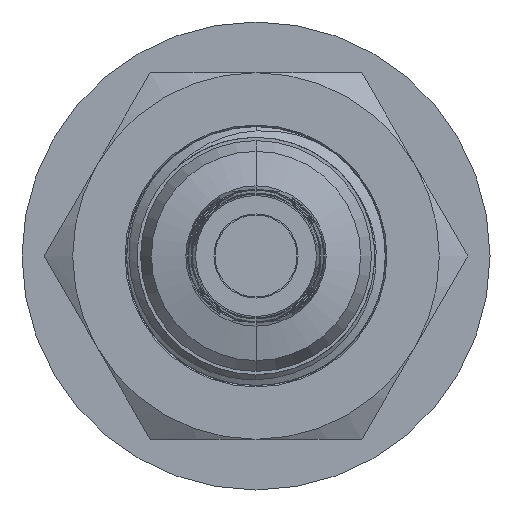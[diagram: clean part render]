
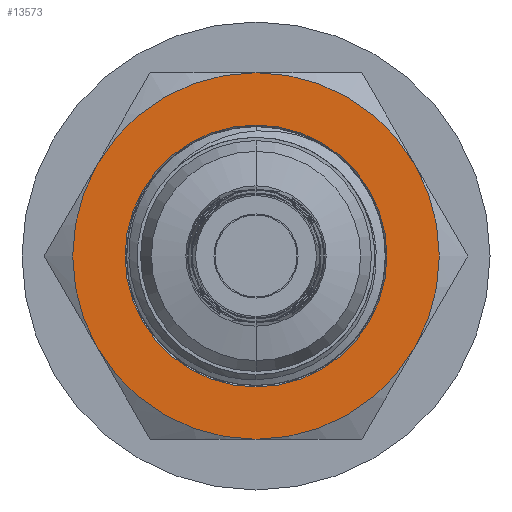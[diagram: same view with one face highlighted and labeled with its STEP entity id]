
A CAD part, front view. The second image highlights one B-rep face of the part: STEP entity #13573.
In plain terms, the highlighted planar face has unit normal (0, -1, 0).
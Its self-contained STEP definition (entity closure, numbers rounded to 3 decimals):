
#1456 = ORIENTED_EDGE ( 'NONE', *, *, #27994, .T. ) ;
#1797 = ORIENTED_EDGE ( 'NONE', *, *, #27369, .T. ) ;
#2456 = CARTESIAN_POINT ( 'NONE',  ( 0., 37.2, 0. ) ) ;
#2594 = ORIENTED_EDGE ( 'NONE', *, *, #31077, .T. ) ;
#3584 = DIRECTION ( 'NONE',  ( 0.866, 0., -0.5 ) ) ;
#3810 = CARTESIAN_POINT ( 'NONE',  ( 0., 37.2, 6.074 ) ) ;
#4148 = CIRCLE ( 'NONE', #16561, 8.5 ) ;
#4544 = EDGE_LOOP ( 'NONE', ( #1797, #11359 ) ) ;
#5204 = CARTESIAN_POINT ( 'NONE',  ( -7.361, 37.2, 4.25 ) ) ;
#5298 = AXIS2_PLACEMENT_3D ( 'NONE', #2456, #24684, #16108 ) ;
#5441 = CARTESIAN_POINT ( 'NONE',  ( 7.361, 37.2, 4.25 ) ) ;
#5693 = CARTESIAN_POINT ( 'NONE',  ( 0., 37.2, 0. ) ) ;
#6164 = EDGE_CURVE ( 'NONE', #34349, #7581, #27224, .T. ) ;
#6582 = AXIS2_PLACEMENT_3D ( 'NONE', #5693, #22316, #8547 ) ;
#6702 = CARTESIAN_POINT ( 'NONE',  ( -7.361, 37.2, -4.25 ) ) ;
#6727 = VERTEX_POINT ( 'NONE', #21751 ) ;
#7121 = DIRECTION ( 'NONE',  ( 0., -1., 0. ) ) ;
#7581 = VERTEX_POINT ( 'NONE', #28339 ) ;
#7965 = AXIS2_PLACEMENT_3D ( 'NONE', #30543, #28179, #16536 ) ;
#8453 = EDGE_CURVE ( 'NONE', #7581, #26710, #30305, .T. ) ;
#8547 = DIRECTION ( 'NONE',  ( -0.866, 0., 0.5 ) ) ;
#9252 = DIRECTION ( 'NONE',  ( 0., 0., -1. ) ) ;
#9466 = CARTESIAN_POINT ( 'NONE',  ( 0., 37.2, 0. ) ) ;
#9830 = FACE_BOUND ( 'NONE', #4544, .T. ) ;
#10338 = DIRECTION ( 'NONE',  ( -0.866, 0., -0.5 ) ) ;
#10786 = VERTEX_POINT ( 'NONE', #19669 ) ;
#11359 = ORIENTED_EDGE ( 'NONE', *, *, #28163, .T. ) ;
#11643 = DIRECTION ( 'NONE',  ( 0., 0., 1. ) ) ;
#11698 = VERTEX_POINT ( 'NONE', #6702 ) ;
#12130 = DIRECTION ( 'NONE',  ( 0., -1., 0. ) ) ;
#12165 = CIRCLE ( 'NONE', #34549, 6.074 ) ;
#12754 = CARTESIAN_POINT ( 'NONE',  ( 7.361, 37.2, -4.25 ) ) ;
#13573 = ADVANCED_FACE ( 'NONE', ( #22718, #9830 ), #19452, .F. ) ;
#14366 = DIRECTION ( 'NONE',  ( 0., 1., 0. ) ) ;
#14862 = DIRECTION ( 'NONE',  ( 0., -1., 0. ) ) ;
#15282 = DIRECTION ( 'NONE',  ( 0., 1., 0. ) ) ;
#15350 = EDGE_LOOP ( 'NONE', ( #33421, #30042, #2594, #23607, #34172, #1456 ) ) ;
#15851 = VERTEX_POINT ( 'NONE', #12754 ) ;
#16108 = DIRECTION ( 'NONE',  ( 0., 0., -1. ) ) ;
#16536 = DIRECTION ( 'NONE',  ( 0., 0., 1. ) ) ;
#16561 = AXIS2_PLACEMENT_3D ( 'NONE', #23303, #14862, #3584 ) ;
#17330 = EDGE_CURVE ( 'NONE', #11698, #6727, #23963, .T. ) ;
#17422 = AXIS2_PLACEMENT_3D ( 'NONE', #20168, #17440, #9252 ) ;
#17440 = DIRECTION ( 'NONE',  ( 0., -1., 0. ) ) ;
#18605 = CIRCLE ( 'NONE', #17422, 8.5 ) ;
#18829 = CIRCLE ( 'NONE', #31956, 6.074 ) ;
#18954 = EDGE_CURVE ( 'NONE', #6727, #15851, #18605, .T. ) ;
#19452 = PLANE ( 'NONE',  #5298 ) ;
#19669 = CARTESIAN_POINT ( 'NONE',  ( 0., 37.2, -6.074 ) ) ;
#20168 = CARTESIAN_POINT ( 'NONE',  ( 0., 37.2, 0. ) ) ;
#21751 = CARTESIAN_POINT ( 'NONE',  ( 0., 37.2, -8.5 ) ) ;
#22316 = DIRECTION ( 'NONE',  ( 0., -1., 0. ) ) ;
#22374 = CIRCLE ( 'NONE', #6582, 8.5 ) ;
#22718 = FACE_OUTER_BOUND ( 'NONE', #15350, .T. ) ;
#23303 = CARTESIAN_POINT ( 'NONE',  ( 0., 37.2, 0. ) ) ;
#23369 = AXIS2_PLACEMENT_3D ( 'NONE', #31825, #12130, #31574 ) ;
#23607 = ORIENTED_EDGE ( 'NONE', *, *, #6164, .T. ) ;
#23963 = CIRCLE ( 'NONE', #24061, 8.5 ) ;
#24061 = AXIS2_PLACEMENT_3D ( 'NONE', #29669, #7121, #10338 ) ;
#24684 = DIRECTION ( 'NONE',  ( 0., 1., 0. ) ) ;
#26710 = VERTEX_POINT ( 'NONE', #5204 ) ;
#27224 = CIRCLE ( 'NONE', #23369, 8.5 ) ;
#27369 = EDGE_CURVE ( 'NONE', #10786, #35456, #18829, .T. ) ;
#27994 = EDGE_CURVE ( 'NONE', #26710, #11698, #22374, .T. ) ;
#28163 = EDGE_CURVE ( 'NONE', #35456, #10786, #12165, .T. ) ;
#28179 = DIRECTION ( 'NONE',  ( 0., -1., 0. ) ) ;
#28339 = CARTESIAN_POINT ( 'NONE',  ( 0., 37.2, 8.5 ) ) ;
#29669 = CARTESIAN_POINT ( 'NONE',  ( 0., 37.2, 0. ) ) ;
#30042 = ORIENTED_EDGE ( 'NONE', *, *, #18954, .T. ) ;
#30305 = CIRCLE ( 'NONE', #7965, 8.5 ) ;
#30543 = CARTESIAN_POINT ( 'NONE',  ( 0., 37.2, 0. ) ) ;
#31077 = EDGE_CURVE ( 'NONE', #15851, #34349, #4148, .T. ) ;
#31330 = CARTESIAN_POINT ( 'NONE',  ( 0., 37.2, 0. ) ) ;
#31574 = DIRECTION ( 'NONE',  ( 0.866, 0., 0.5 ) ) ;
#31825 = CARTESIAN_POINT ( 'NONE',  ( 0., 37.2, 0. ) ) ;
#31956 = AXIS2_PLACEMENT_3D ( 'NONE', #9466, #15282, #34851 ) ;
#33421 = ORIENTED_EDGE ( 'NONE', *, *, #17330, .T. ) ;
#34172 = ORIENTED_EDGE ( 'NONE', *, *, #8453, .T. ) ;
#34349 = VERTEX_POINT ( 'NONE', #5441 ) ;
#34549 = AXIS2_PLACEMENT_3D ( 'NONE', #31330, #14366, #11643 ) ;
#34851 = DIRECTION ( 'NONE',  ( 0., 0., 1. ) ) ;
#35456 = VERTEX_POINT ( 'NONE', #3810 ) ;
